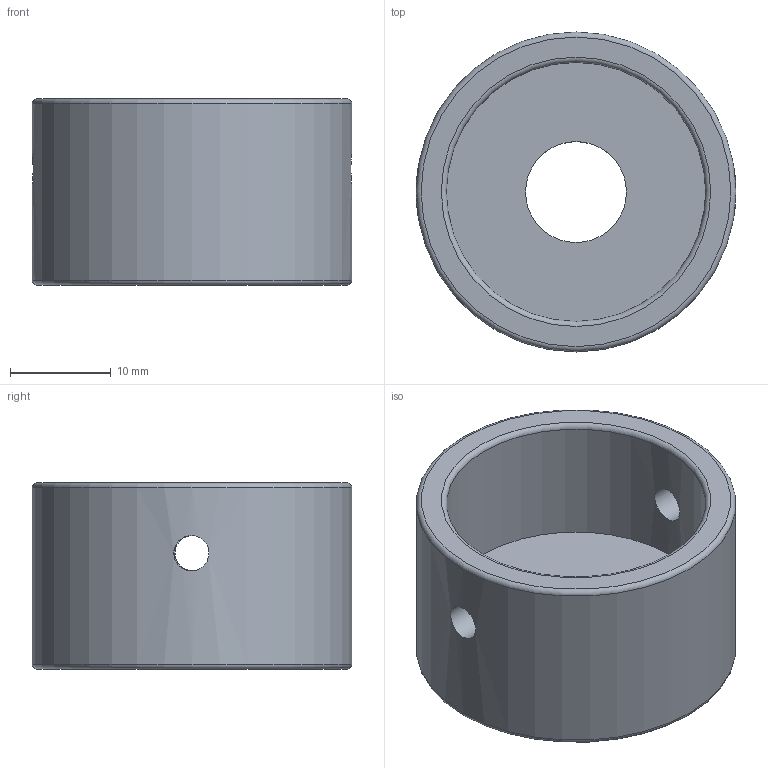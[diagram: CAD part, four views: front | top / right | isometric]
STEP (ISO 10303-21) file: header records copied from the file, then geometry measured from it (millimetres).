
FILE_DESCRIPTION(/* description */ (''),/* implementation_level */ '2;1');
FILE_NAME(/* name */ 'celestron foot.step',/* time_stamp */ '2020-09-16T18:15:56-07:00',/* author */ (''),/* organization */ (''),/* preprocessor_version */ 'ST-DEVELOPER v18.1',/* originating_system */ 'Autodesk Translation Framework v9.3.0.1241',/* authorisation */ '');
FILE_SCHEMA (('AUTOMOTIVE_DESIGN { 1 0 10303 214 3 1 1 }'));
Length unit declared in the file: millimetre
Products named in the file (1): celestron foot
Bounding box: 31.75 x 31.75 x 18.5 mm (x, y, z)
Volume: 7370.1 mm3; surface area: 4463.2 mm2
Topology: 1 solids, 1 shells, 11 faces, 33 edges, 23 vertices
Faces by surface type: cylinder 5, torus 3, plane 3
Full cylindrical faces by diameter (mm): 3.5 x2, 10.025 x1, 25.75 x1, 31.75 x1
Entity records: 553 total; most frequent: CARTESIAN_POINT 218, ORIENTED_EDGE 66, DIRECTION 57, EDGE_CURVE 33, AXIS2_PLACEMENT_3D 25, VERTEX_POINT 23, EDGE_LOOP 16, CIRCLE 13
